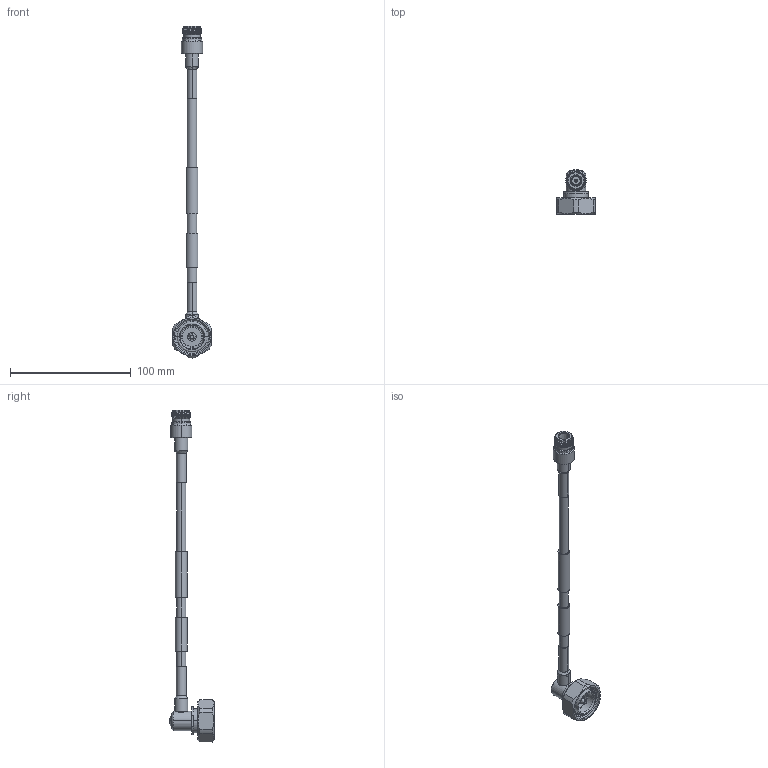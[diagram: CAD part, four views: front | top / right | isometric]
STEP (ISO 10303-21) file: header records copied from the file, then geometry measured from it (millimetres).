
FILE_DESCRIPTION (( 'STEP AP214' ), '1' );
FILE_NAME ('PE3C8488.step', '2021-10-05T16:05:15', ( '' ), ( '' ), 'SwSTEP 2.0', 'SolidWorks 2021', '' );
FILE_SCHEMA (( 'AUTOMOTIVE_DESIGN' ));
Length unit declared in the file: inch
Products named in the file (5): Heat Shrink^PE3C8488; TC-250-NF-LP^PE3C8488; TC-250-716M-RA-LP^PE3C8488; PE3C8488; SPF-250^PE3C8488
Assembly tree (5 placements, depth 2):
  PE3C8488
    SPF-250^PE3C8488
    Heat Shrink^PE3C8488  x2
    TC-250-716M-RA-LP^PE3C8488
    TC-250-NF-LP^PE3C8488
Bounding box: 32 x 36.79 x 275.21 mm (x, y, z)
Volume: 30379.9 mm3; surface area: 17304 mm2
Topology: 5 solids, 5 shells, 284 faces, 633 edges, 379 vertices
Faces by surface type: cylinder 122, cone 85, plane 58, bspline 15, sphere 4
Entity records: 10095 total; most frequent: CARTESIAN_POINT 3798, DIRECTION 1338, ORIENTED_EDGE 1238, EDGE_CURVE 619, AXIS2_PLACEMENT_3D 554, VERTEX_POINT 371, EDGE_LOOP 302, CIRCLE 283
